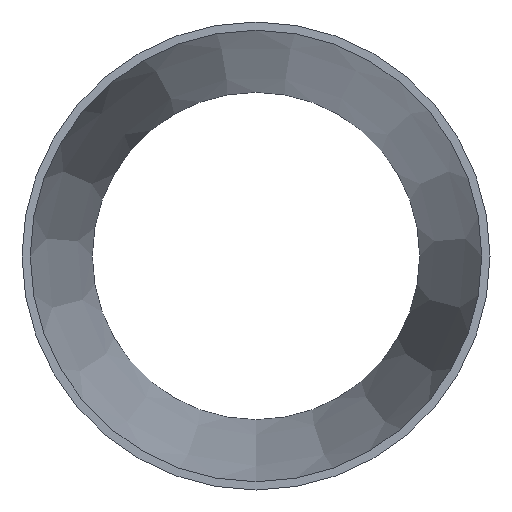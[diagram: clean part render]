
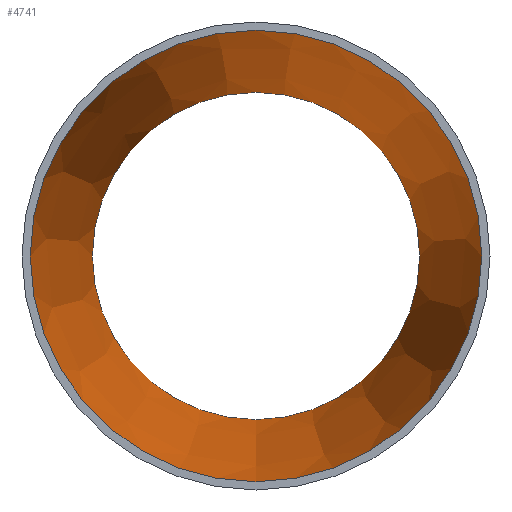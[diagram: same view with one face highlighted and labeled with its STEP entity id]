
A CAD part, front view. The second image highlights one B-rep face of the part: STEP entity #4741.
In plain terms, the highlighted conical face has half-angle 8.615 degrees and reference radius 55.127 mm.
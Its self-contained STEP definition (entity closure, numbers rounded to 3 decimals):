
#240 = DIRECTION ( 'NONE',  ( 0., 0., -1. ) ) ;
#2819 = EDGE_LOOP ( 'NONE', ( #6770 ) ) ;
#3072 = AXIS2_PLACEMENT_3D ( 'NONE', #23750, #7004, #6636 ) ;
#4741 = ADVANCED_FACE ( 'NONE', ( #12908, #5697 ), #23874, .F. ) ;
#5697 = FACE_OUTER_BOUND ( 'NONE', #16340, .T. ) ;
#6154 = CARTESIAN_POINT ( 'NONE',  ( 0., 0., -55.127 ) ) ;
#6636 = DIRECTION ( 'NONE',  ( 0., 0., -1. ) ) ;
#6770 = ORIENTED_EDGE ( 'NONE', *, *, #20547, .F. ) ;
#7004 = DIRECTION ( 'NONE',  ( 0., -1., 0. ) ) ;
#7906 = DIRECTION ( 'NONE',  ( 0., -1., 0. ) ) ;
#9829 = CARTESIAN_POINT ( 'NONE',  ( 0., 100., -39.977 ) ) ;
#10487 = CIRCLE ( 'NONE', #3072, 39.977 ) ;
#12908 = FACE_BOUND ( 'NONE', #2819, .T. ) ;
#13321 = AXIS2_PLACEMENT_3D ( 'NONE', #18537, #16585, #20263 ) ;
#13363 = VERTEX_POINT ( 'NONE', #6154 ) ;
#13738 = VERTEX_POINT ( 'NONE', #9829 ) ;
#15928 = CIRCLE ( 'NONE', #18639, 55.127 ) ;
#16340 = EDGE_LOOP ( 'NONE', ( #16632 ) ) ;
#16585 = DIRECTION ( 'NONE',  ( 0., -1., 0. ) ) ;
#16632 = ORIENTED_EDGE ( 'NONE', *, *, #23055, .T. ) ;
#17310 = CARTESIAN_POINT ( 'NONE',  ( 0., 0., 0. ) ) ;
#18537 = CARTESIAN_POINT ( 'NONE',  ( 0., 0., 0. ) ) ;
#18639 = AXIS2_PLACEMENT_3D ( 'NONE', #17310, #7906, #240 ) ;
#20263 = DIRECTION ( 'NONE',  ( 0., 0., -1. ) ) ;
#20547 = EDGE_CURVE ( 'NONE', #13738, #13738, #10487, .T. ) ;
#23055 = EDGE_CURVE ( 'NONE', #13363, #13363, #15928, .T. ) ;
#23750 = CARTESIAN_POINT ( 'NONE',  ( 0., 100., 0. ) ) ;
#23874 = CONICAL_SURFACE ( 'NONE', #13321, 55.127, 0.15 ) ;
